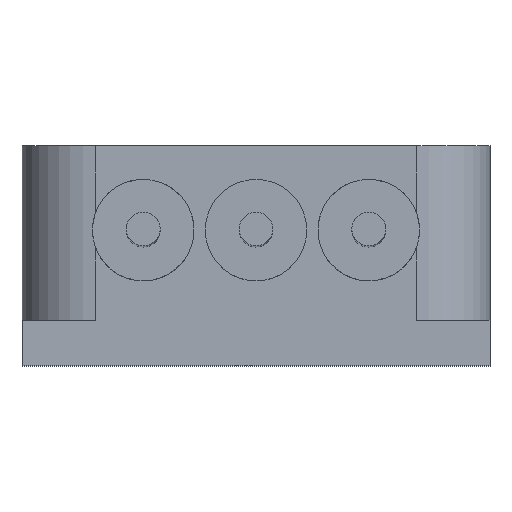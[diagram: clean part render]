
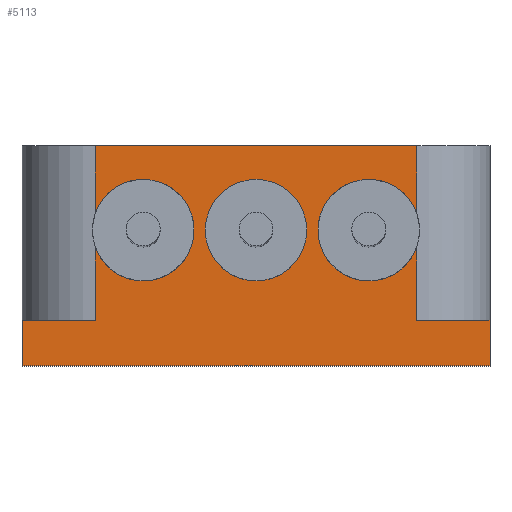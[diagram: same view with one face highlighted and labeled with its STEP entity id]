
A CAD part, top view. The second image highlights one B-rep face of the part: STEP entity #5113.
In plain terms, the highlighted planar face has unit normal (0, 0, 1).
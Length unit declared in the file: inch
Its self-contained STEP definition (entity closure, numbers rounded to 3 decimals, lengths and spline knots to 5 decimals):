
#330 = CARTESIAN_POINT ( 'NONE',  ( -0.2075, 0.04, 0.2075 ) ) ;
#332 = VERTEX_POINT ( 'NONE', #2935 ) ;
#380 = CARTESIAN_POINT ( 'NONE',  ( -0.1425, 0.13479, 0.2075 ) ) ;
#403 = CIRCLE ( 'NONE', #14034, 0.045 ) ;
#513 = DIRECTION ( 'NONE',  ( 1., 0., 0. ) ) ;
#666 = VERTEX_POINT ( 'NONE', #5117 ) ;
#701 = VERTEX_POINT ( 'NONE', #8342 ) ;
#736 = CARTESIAN_POINT ( 'NONE',  ( -0.1425, 0.04, 0.2075 ) ) ;
#805 = CARTESIAN_POINT ( 'NONE',  ( 0.2075, 0.04, 0.2075 ) ) ;
#817 = DIRECTION ( 'NONE',  ( -1., 0., 0. ) ) ;
#830 = EDGE_CURVE ( 'NONE', #11581, #4438, #1103, .T. ) ;
#834 = CARTESIAN_POINT ( 'NONE',  ( 0., 0.12, 0.2075 ) ) ;
#952 = DIRECTION ( 'NONE',  ( 0., -1., 0. ) ) ;
#1010 = DIRECTION ( 'NONE',  ( 0., -1., 0. ) ) ;
#1103 = CIRCLE ( 'NONE', #12118, 0.045 ) ;
#1139 = EDGE_CURVE ( 'NONE', #8914, #666, #403, .T. ) ;
#1240 = ORIENTED_EDGE ( 'NONE', *, *, #7736, .T. ) ;
#1271 = EDGE_LOOP ( 'NONE', ( #9399, #8218 ) ) ;
#1488 = VECTOR ( 'NONE', #5982, 39.37008 ) ;
#1784 = DIRECTION ( 'NONE',  ( 0., -1., 0. ) ) ;
#1842 = VERTEX_POINT ( 'NONE', #380 ) ;
#1962 = DIRECTION ( 'NONE',  ( 1., 0., 0. ) ) ;
#2087 = CARTESIAN_POINT ( 'NONE',  ( -0.2075, 0., 0.2075 ) ) ;
#2091 = CARTESIAN_POINT ( 'NONE',  ( 0.055, 0.12, 0.2075 ) ) ;
#2167 = CIRCLE ( 'NONE', #5216, 0.045 ) ;
#2244 = EDGE_CURVE ( 'NONE', #11581, #2712, #4676, .T. ) ;
#2413 = EDGE_CURVE ( 'NONE', #4438, #1842, #11816, .T. ) ;
#2415 = VERTEX_POINT ( 'NONE', #13534 ) ;
#2418 = CARTESIAN_POINT ( 'NONE',  ( -0.1425, 0.195, 0.2075 ) ) ;
#2712 = VERTEX_POINT ( 'NONE', #736 ) ;
#2828 = CARTESIAN_POINT ( 'NONE',  ( -0.2075, 0.04, 0.2075 ) ) ;
#2838 = EDGE_CURVE ( 'NONE', #2415, #7501, #11329, .T. ) ;
#2862 = CARTESIAN_POINT ( 'NONE',  ( -0.1425, 0.195, 0.2075 ) ) ;
#2935 = CARTESIAN_POINT ( 'NONE',  ( -0.2075, 0.04, 0.2075 ) ) ;
#2971 = DIRECTION ( 'NONE',  ( 0., -1., 0. ) ) ;
#3039 = FACE_BOUND ( 'NONE', #1271, .T. ) ;
#3104 = DIRECTION ( 'NONE',  ( 1., 0., 0. ) ) ;
#3158 = VECTOR ( 'NONE', #9856, 39.37008 ) ;
#3342 = CARTESIAN_POINT ( 'NONE',  ( 0.1425, 0.13479, 0.2075 ) ) ;
#3362 = VERTEX_POINT ( 'NONE', #2862 ) ;
#3401 = DIRECTION ( 'NONE',  ( 1., 0., 0. ) ) ;
#3452 = EDGE_CURVE ( 'NONE', #666, #8914, #11775, .T. ) ;
#4081 = VECTOR ( 'NONE', #1010, 39.37008 ) ;
#4122 = VECTOR ( 'NONE', #8167, 39.37008 ) ;
#4438 = VERTEX_POINT ( 'NONE', #13234 ) ;
#4562 = ORIENTED_EDGE ( 'NONE', *, *, #5451, .F. ) ;
#4614 = DIRECTION ( 'NONE',  ( 0., 0., 1. ) ) ;
#4654 = VERTEX_POINT ( 'NONE', #2091 ) ;
#4676 = LINE ( 'NONE', #11132, #10440 ) ;
#4743 = ORIENTED_EDGE ( 'NONE', *, *, #5432, .T. ) ;
#4766 = VERTEX_POINT ( 'NONE', #9815 ) ;
#4855 = ORIENTED_EDGE ( 'NONE', *, *, #12969, .F. ) ;
#4872 = DIRECTION ( 'NONE',  ( 1., 0., 0. ) ) ;
#5109 = CARTESIAN_POINT ( 'NONE',  ( 0.1, 0.12, 0.2075 ) ) ;
#5113 = ADVANCED_FACE ( 'NONE', ( #13951, #3039 ), #5219, .F. ) ;
#5117 = CARTESIAN_POINT ( 'NONE',  ( 0.045, 0.12, 0.2075 ) ) ;
#5194 = DIRECTION ( 'NONE',  ( 0., 0., 1. ) ) ;
#5216 = AXIS2_PLACEMENT_3D ( 'NONE', #5109, #5300, #3104 ) ;
#5219 = PLANE ( 'NONE',  #10375 ) ;
#5300 = DIRECTION ( 'NONE',  ( 0., 0., 1. ) ) ;
#5432 = EDGE_CURVE ( 'NONE', #9554, #701, #7645, .T. ) ;
#5451 = EDGE_CURVE ( 'NONE', #4766, #11384, #13777, .T. ) ;
#5584 = DIRECTION ( 'NONE',  ( 0., 0., 1. ) ) ;
#5784 = ORIENTED_EDGE ( 'NONE', *, *, #14188, .F. ) ;
#5917 = CARTESIAN_POINT ( 'NONE',  ( -0.1, 0.12, 0.2075 ) ) ;
#5970 = EDGE_CURVE ( 'NONE', #332, #2712, #10198, .T. ) ;
#5982 = DIRECTION ( 'NONE',  ( 1., 0., 0. ) ) ;
#6219 = CARTESIAN_POINT ( 'NONE',  ( -0.2075, 0.04, 0.2075 ) ) ;
#6436 = DIRECTION ( 'NONE',  ( -1., 0., 0. ) ) ;
#6596 = VECTOR ( 'NONE', #1784, 39.37008 ) ;
#6719 = EDGE_CURVE ( 'NONE', #11384, #13525, #13230, .T. ) ;
#6771 = ORIENTED_EDGE ( 'NONE', *, *, #9923, .F. ) ;
#6787 = ORIENTED_EDGE ( 'NONE', *, *, #11454, .T. ) ;
#6794 = CARTESIAN_POINT ( 'NONE',  ( 0.1, 0.12, 0.2075 ) ) ;
#6968 = ORIENTED_EDGE ( 'NONE', *, *, #13198, .F. ) ;
#7217 = LINE ( 'NONE', #7348, #7563 ) ;
#7348 = CARTESIAN_POINT ( 'NONE',  ( -0.1425, 0.195, 0.2075 ) ) ;
#7501 = VERTEX_POINT ( 'NONE', #3342 ) ;
#7512 = AXIS2_PLACEMENT_3D ( 'NONE', #6794, #4614, #10222 ) ;
#7558 = DIRECTION ( 'NONE',  ( 1., 0., 0. ) ) ;
#7563 = VECTOR ( 'NONE', #1962, 39.37008 ) ;
#7645 = LINE ( 'NONE', #2087, #13437 ) ;
#7736 = EDGE_CURVE ( 'NONE', #3362, #1842, #8888, .T. ) ;
#7969 = DIRECTION ( 'NONE',  ( 0., 0., 1. ) ) ;
#8167 = DIRECTION ( 'NONE',  ( 0., -1., 0. ) ) ;
#8170 = ORIENTED_EDGE ( 'NONE', *, *, #6719, .F. ) ;
#8200 = CARTESIAN_POINT ( 'NONE',  ( 0.1425, 0.04, 0.2075 ) ) ;
#8218 = ORIENTED_EDGE ( 'NONE', *, *, #3452, .F. ) ;
#8342 = CARTESIAN_POINT ( 'NONE',  ( 0.2075, 0., 0.2075 ) ) ;
#8443 = DIRECTION ( 'NONE',  ( 0., 0., -1. ) ) ;
#8540 = CARTESIAN_POINT ( 'NONE',  ( -0.2075, 0., 0.2075 ) ) ;
#8585 = CIRCLE ( 'NONE', #7512, 0.045 ) ;
#8888 = LINE ( 'NONE', #2418, #4122 ) ;
#8914 = VERTEX_POINT ( 'NONE', #9372 ) ;
#9159 = ORIENTED_EDGE ( 'NONE', *, *, #830, .F. ) ;
#9372 = CARTESIAN_POINT ( 'NONE',  ( -0.045, 0.12, 0.2075 ) ) ;
#9399 = ORIENTED_EDGE ( 'NONE', *, *, #1139, .F. ) ;
#9554 = VERTEX_POINT ( 'NONE', #8540 ) ;
#9576 = AXIS2_PLACEMENT_3D ( 'NONE', #5917, #7969, #4872 ) ;
#9662 = ORIENTED_EDGE ( 'NONE', *, *, #2838, .F. ) ;
#9784 = LINE ( 'NONE', #805, #11294 ) ;
#9815 = CARTESIAN_POINT ( 'NONE',  ( 0.1425, 0.10521, 0.2075 ) ) ;
#9856 = DIRECTION ( 'NONE',  ( 0., -1., 0. ) ) ;
#9923 = EDGE_CURVE ( 'NONE', #7501, #4654, #2167, .T. ) ;
#9988 = DIRECTION ( 'NONE',  ( 0., -1., 0. ) ) ;
#10198 = LINE ( 'NONE', #2828, #1488 ) ;
#10222 = DIRECTION ( 'NONE',  ( 1., 0., 0. ) ) ;
#10241 = EDGE_LOOP ( 'NONE', ( #6771, #9662, #6968, #1240, #10415, #9159, #12732, #13846, #6787, #4743, #5784, #8170, #4562, #4855 ) ) ;
#10375 = AXIS2_PLACEMENT_3D ( 'NONE', #6219, #8443, #2971 ) ;
#10415 = ORIENTED_EDGE ( 'NONE', *, *, #2413, .F. ) ;
#10440 = VECTOR ( 'NONE', #9988, 39.37008 ) ;
#10808 = LINE ( 'NONE', #14140, #3158 ) ;
#11132 = CARTESIAN_POINT ( 'NONE',  ( -0.1425, 0.195, 0.2075 ) ) ;
#11294 = VECTOR ( 'NONE', #952, 39.37008 ) ;
#11329 = LINE ( 'NONE', #13786, #6596 ) ;
#11384 = VERTEX_POINT ( 'NONE', #8200 ) ;
#11454 = EDGE_CURVE ( 'NONE', #332, #9554, #10808, .T. ) ;
#11581 = VERTEX_POINT ( 'NONE', #12528 ) ;
#11775 = CIRCLE ( 'NONE', #12740, 0.045 ) ;
#11816 = CIRCLE ( 'NONE', #9576, 0.045 ) ;
#12059 = CARTESIAN_POINT ( 'NONE',  ( -0.1, 0.12, 0.2075 ) ) ;
#12118 = AXIS2_PLACEMENT_3D ( 'NONE', #12059, #5584, #3401 ) ;
#12528 = CARTESIAN_POINT ( 'NONE',  ( -0.1425, 0.10521, 0.2075 ) ) ;
#12732 = ORIENTED_EDGE ( 'NONE', *, *, #2244, .T. ) ;
#12740 = AXIS2_PLACEMENT_3D ( 'NONE', #834, #12808, #6436 ) ;
#12808 = DIRECTION ( 'NONE',  ( 0., 0., 1. ) ) ;
#12881 = CARTESIAN_POINT ( 'NONE',  ( 0., 0.12, 0.2075 ) ) ;
#12969 = EDGE_CURVE ( 'NONE', #4654, #4766, #8585, .T. ) ;
#12971 = CARTESIAN_POINT ( 'NONE',  ( 0.1425, 0.195, 0.2075 ) ) ;
#13198 = EDGE_CURVE ( 'NONE', #3362, #2415, #7217, .T. ) ;
#13230 = LINE ( 'NONE', #330, #13916 ) ;
#13234 = CARTESIAN_POINT ( 'NONE',  ( -0.055, 0.12, 0.2075 ) ) ;
#13437 = VECTOR ( 'NONE', #7558, 39.37008 ) ;
#13525 = VERTEX_POINT ( 'NONE', #13659 ) ;
#13534 = CARTESIAN_POINT ( 'NONE',  ( 0.1425, 0.195, 0.2075 ) ) ;
#13659 = CARTESIAN_POINT ( 'NONE',  ( 0.2075, 0.04, 0.2075 ) ) ;
#13777 = LINE ( 'NONE', #12971, #4081 ) ;
#13786 = CARTESIAN_POINT ( 'NONE',  ( 0.1425, 0.195, 0.2075 ) ) ;
#13846 = ORIENTED_EDGE ( 'NONE', *, *, #5970, .F. ) ;
#13916 = VECTOR ( 'NONE', #513, 39.37008 ) ;
#13951 = FACE_OUTER_BOUND ( 'NONE', #10241, .T. ) ;
#14034 = AXIS2_PLACEMENT_3D ( 'NONE', #12881, #5194, #817 ) ;
#14140 = CARTESIAN_POINT ( 'NONE',  ( -0.2075, 0.04, 0.2075 ) ) ;
#14188 = EDGE_CURVE ( 'NONE', #13525, #701, #9784, .T. ) ;
